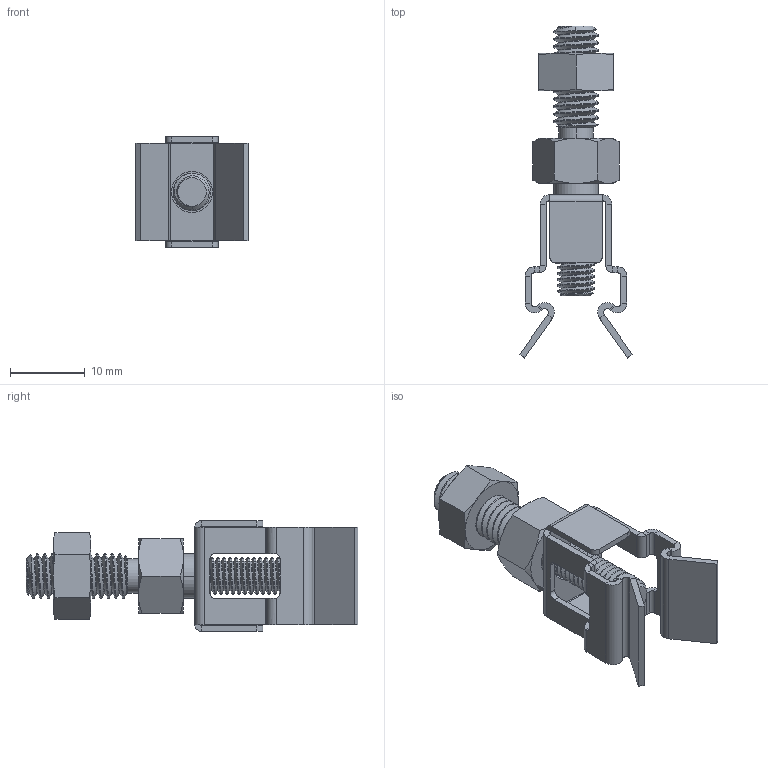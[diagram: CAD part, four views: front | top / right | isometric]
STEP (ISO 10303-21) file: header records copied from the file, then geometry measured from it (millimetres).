
FILE_DESCRIPTION(('STEP AP203'),'1');
FILE_NAME('clipm6-12x4.stp','2025-09-19T13:47:03',('TraceParts'),('TraceParts S.A.S.'),'Spatial InterOp 3D',' ',' ');
FILE_SCHEMA(('CONFIG_CONTROL_DESIGN'));
Length unit declared in the file: millimetre
Products named in the file (1): 1
Bounding box: 15 x 44.27 x 14.8 mm (x, y, z)
Volume: 1993.7 mm3; surface area: 3336.9 mm2
Topology: 3 solids, 3 shells, 264 faces, 653 edges, 394 vertices
Faces by surface type: cylinder 117, plane 109, cone 32, bspline 6
Entity records: 12597 total; most frequent: CARTESIAN_POINT 6754, ORIENTED_EDGE 1306, DIRECTION 1125, EDGE_CURVE 653, AXIS2_PLACEMENT_3D 409, VERTEX_POINT 394, LINE 307, VECTOR 307
